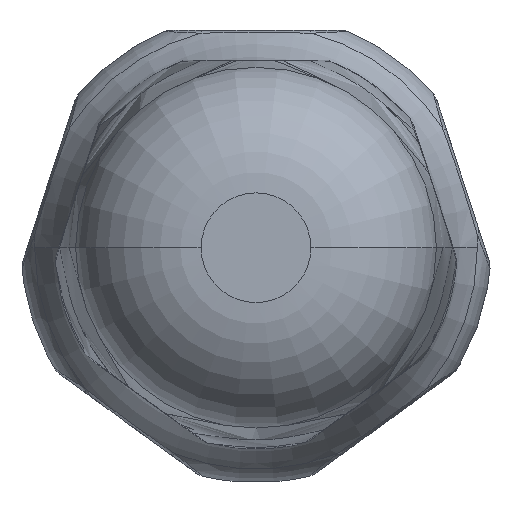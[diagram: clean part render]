
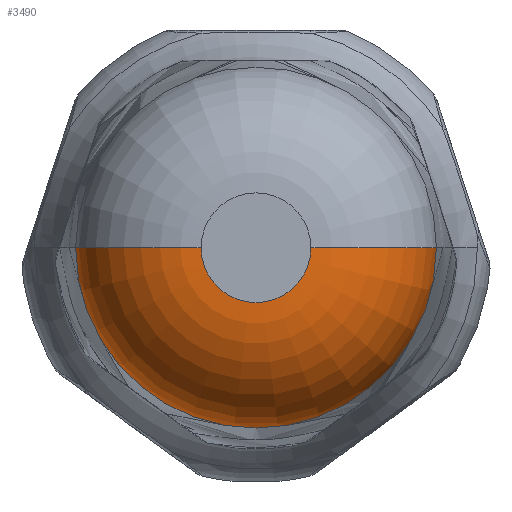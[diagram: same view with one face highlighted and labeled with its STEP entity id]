
A CAD part, front view. The second image highlights one B-rep face of the part: STEP entity #3490.
In plain terms, the highlighted toroidal (fillet/blend) face has major radius 3.271 mm and minor radius 7.5 mm.
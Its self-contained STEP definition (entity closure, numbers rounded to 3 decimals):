
#74 = AXIS2_PLACEMENT_3D ( 'NONE', #10420, #6211, #897 ) ;
#130 = VERTEX_POINT ( 'NONE', #5367 ) ;
#897 = DIRECTION ( 'NONE',  ( -1., 0., 0. ) ) ;
#905 = ORIENTED_EDGE ( 'NONE', *, *, #6989, .T. ) ;
#1086 = CARTESIAN_POINT ( 'NONE',  ( -3.271, -160., 0. ) ) ;
#1292 = VERTEX_POINT ( 'NONE', #10979 ) ;
#1375 = AXIS2_PLACEMENT_3D ( 'NONE', #10143, #3845, #3797 ) ;
#2756 = DIRECTION ( 'NONE',  ( 0., 0., 1. ) ) ;
#2773 = AXIS2_PLACEMENT_3D ( 'NONE', #4720, #5782, #8010 ) ;
#3176 = CIRCLE ( 'NONE', #74, 7.5 ) ;
#3490 = ADVANCED_FACE ( 'Defeature ausgef�hrt1_35', ( #9185 ), #11988, .T. ) ;
#3797 = DIRECTION ( 'NONE',  ( -1., 0., 0. ) ) ;
#3845 = DIRECTION ( 'NONE',  ( 0., -1., 0. ) ) ;
#3978 = ORIENTED_EDGE ( 'NONE', *, *, #10047, .T. ) ;
#4152 = EDGE_CURVE ( 'NONE', #130, #7202, #5349, .T. ) ;
#4720 = CARTESIAN_POINT ( 'NONE',  ( 0., -160., 0. ) ) ;
#4824 = ORIENTED_EDGE ( 'NONE', *, *, #4152, .F. ) ;
#5349 = CIRCLE ( 'NONE', #5624, 7.5 ) ;
#5367 = CARTESIAN_POINT ( 'NONE',  ( -10.75, -153.055, 0. ) ) ;
#5624 = AXIS2_PLACEMENT_3D ( 'NONE', #9047, #2756, #7887 ) ;
#5782 = DIRECTION ( 'NONE',  ( 0., -1., 0. ) ) ;
#6211 = DIRECTION ( 'NONE',  ( 0., 0., -1. ) ) ;
#6887 = AXIS2_PLACEMENT_3D ( 'NONE', #7571, #9617, #9663 ) ;
#6989 = EDGE_CURVE ( 'Defeature ausgef�hrt1_35+Defeature ausgef�hrt1_19+Defeature ausgef�hrt1_19+Defeature ausgef�hrt1_19', #130, #7745, #13283, .T. ) ;
#7202 = VERTEX_POINT ( 'NONE', #1086 ) ;
#7571 = CARTESIAN_POINT ( 'NONE',  ( 0., -153.055, 0. ) ) ;
#7745 = VERTEX_POINT ( 'NONE', #10491 ) ;
#7887 = DIRECTION ( 'NONE',  ( 1., 0., 0. ) ) ;
#8010 = DIRECTION ( 'NONE',  ( -1., 0., 0. ) ) ;
#9047 = CARTESIAN_POINT ( 'NONE',  ( -3.271, -152.5, 0. ) ) ;
#9185 = FACE_OUTER_BOUND ( 'NONE', #11387, .T. ) ;
#9617 = DIRECTION ( 'NONE',  ( 0., -1., 0. ) ) ;
#9663 = DIRECTION ( 'NONE',  ( -1., 0., 0. ) ) ;
#10047 = EDGE_CURVE ( 'NONE', #7745, #1292, #3176, .T. ) ;
#10143 = CARTESIAN_POINT ( 'NONE',  ( 0., -152.5, 0. ) ) ;
#10420 = CARTESIAN_POINT ( 'NONE',  ( 3.271, -152.5, 0. ) ) ;
#10491 = CARTESIAN_POINT ( 'NONE',  ( 10.75, -153.055, 0. ) ) ;
#10762 = CIRCLE ( 'NONE', #2773, 3.271 ) ;
#10979 = CARTESIAN_POINT ( 'NONE',  ( 3.271, -160., 0. ) ) ;
#11387 = EDGE_LOOP ( 'NONE', ( #905, #3978, #12698, #4824 ) ) ;
#11988 = TOROIDAL_SURFACE ( 'NONE', #1375, 3.271, 7.5 ) ;
#12582 = EDGE_CURVE ( 'Defeature ausgef�hrt1_36+Defeature ausgef�hrt1_35+Defeature ausgef�hrt1_35+Defeature ausgef�hrt1_35', #7202, #1292, #10762, .T. ) ;
#12698 = ORIENTED_EDGE ( 'NONE', *, *, #12582, .F. ) ;
#13283 = CIRCLE ( 'NONE', #6887, 10.75 ) ;
